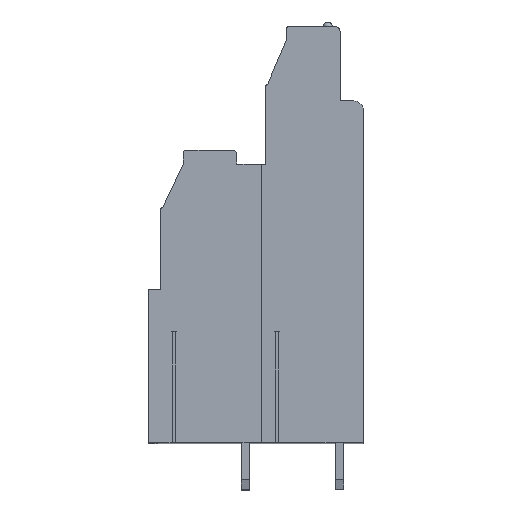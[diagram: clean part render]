
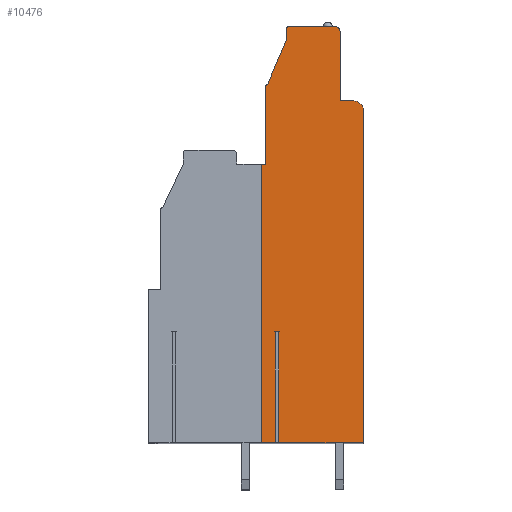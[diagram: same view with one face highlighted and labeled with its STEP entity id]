
A CAD part, top view. The second image highlights one B-rep face of the part: STEP entity #10476.
In plain terms, the highlighted planar face has unit normal (0, 0, 1).
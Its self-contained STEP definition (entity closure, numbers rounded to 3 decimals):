
#13=DIRECTION('',(1.,0.,0.));
#14=VECTOR('',#13,0.38);
#15=CARTESIAN_POINT('',(1.01,-18.05,53.34));
#16=LINE('',#15,#14);
#17=DIRECTION('',(0.,1.,0.));
#18=VECTOR('',#17,11.95);
#19=CARTESIAN_POINT('',(1.01,-30.,53.34));
#20=LINE('',#19,#18);
#21=DIRECTION('',(1.,0.,0.));
#22=VECTOR('',#21,1.51);
#23=CARTESIAN_POINT('',(-0.5,-30.,53.34));
#24=LINE('',#23,#22);
#25=DIRECTION('',(0.,1.,0.));
#26=VECTOR('',#25,30.);
#27=CARTESIAN_POINT('',(-0.5,-30.,53.34));
#28=LINE('',#27,#26);
#29=DIRECTION('',(-1.,0.,0.));
#30=VECTOR('',#29,0.5);
#31=CARTESIAN_POINT('',(0.,0.,53.34));
#32=LINE('',#31,#30);
#33=DIRECTION('',(0.,-1.,0.));
#34=VECTOR('',#33,8.4);
#35=CARTESIAN_POINT('',(0.,8.4,53.34));
#36=LINE('',#35,#34);
#37=CARTESIAN_POINT('',(0.2,8.4,53.34));
#38=DIRECTION('',(0.,0.,1.));
#39=DIRECTION('',(0.,1.,0.));
#40=AXIS2_PLACEMENT_3D('',#37,#38,#39);
#42=DIRECTION('',(-0.392,-0.92,0.));
#43=VECTOR('',#42,5.108);
#44=CARTESIAN_POINT('',(2.2,13.3,53.34));
#45=LINE('',#44,#43);
#46=DIRECTION('',(0.,-1.,0.));
#47=VECTOR('',#46,1.2);
#48=CARTESIAN_POINT('',(2.2,14.5,53.34));
#49=LINE('',#48,#47);
#50=CARTESIAN_POINT('',(2.5,14.5,53.34));
#51=DIRECTION('',(0.,0.,1.));
#52=DIRECTION('',(0.,1.,0.));
#53=AXIS2_PLACEMENT_3D('',#50,#51,#52);
#55=DIRECTION('',(-1.,0.,0.));
#56=VECTOR('',#55,5.);
#57=CARTESIAN_POINT('',(7.5,14.8,53.34));
#58=LINE('',#57,#56);
#59=CARTESIAN_POINT('',(7.5,14.3,53.34));
#60=DIRECTION('',(0.,0.,1.));
#61=DIRECTION('',(1.,0.,0.));
#62=AXIS2_PLACEMENT_3D('',#59,#60,#61);
#64=DIRECTION('',(0.,1.,0.));
#65=VECTOR('',#64,7.5);
#66=CARTESIAN_POINT('',(8.,6.8,53.34));
#67=LINE('',#66,#65);
#68=DIRECTION('',(-1.,0.,0.));
#69=VECTOR('',#68,1.5);
#70=CARTESIAN_POINT('',(9.5,6.8,53.34));
#71=LINE('',#70,#69);
#72=CARTESIAN_POINT('',(9.5,5.8,53.34));
#73=DIRECTION('',(0.,0.,1.));
#74=DIRECTION('',(1.,0.,0.));
#75=AXIS2_PLACEMENT_3D('',#72,#73,#74);
#77=DIRECTION('',(0.,1.,0.));
#78=VECTOR('',#77,35.8);
#79=CARTESIAN_POINT('',(10.5,-30.,53.34));
#80=LINE('',#79,#78);
#81=DIRECTION('',(1.,0.,0.));
#82=VECTOR('',#81,9.11);
#83=CARTESIAN_POINT('',(1.39,-30.,53.34));
#84=LINE('',#83,#82);
#85=DIRECTION('',(0.,1.,0.));
#86=VECTOR('',#85,11.95);
#87=CARTESIAN_POINT('',(1.39,-30.,53.34));
#88=LINE('',#87,#86);
#8039=CARTESIAN_POINT('',(10.5,-30.,53.34));
#8040=CARTESIAN_POINT('',(10.5,5.8,53.34));
#8041=VERTEX_POINT('',#8039);
#8042=VERTEX_POINT('',#8040);
#8043=CARTESIAN_POINT('',(9.5,6.8,53.34));
#8044=VERTEX_POINT('',#8043);
#8045=CARTESIAN_POINT('',(8.,6.8,53.34));
#8046=VERTEX_POINT('',#8045);
#8047=CARTESIAN_POINT('',(8.,14.3,53.34));
#8048=VERTEX_POINT('',#8047);
#8049=CARTESIAN_POINT('',(7.5,14.8,53.34));
#8050=VERTEX_POINT('',#8049);
#8051=CARTESIAN_POINT('',(2.5,14.8,53.34));
#8052=VERTEX_POINT('',#8051);
#8053=CARTESIAN_POINT('',(2.2,14.5,53.34));
#8054=VERTEX_POINT('',#8053);
#8055=CARTESIAN_POINT('',(2.2,13.3,53.34));
#8056=VERTEX_POINT('',#8055);
#8057=CARTESIAN_POINT('',(0.2,8.6,53.34));
#8058=VERTEX_POINT('',#8057);
#8059=CARTESIAN_POINT('',(0.,8.4,53.34));
#8060=VERTEX_POINT('',#8059);
#8061=CARTESIAN_POINT('',(0.,0.,53.34));
#8062=VERTEX_POINT('',#8061);
#8087=CARTESIAN_POINT('',(-0.5,-30.,53.34));
#8088=CARTESIAN_POINT('',(-0.5,0.,53.34));
#8089=VERTEX_POINT('',#8087);
#8090=VERTEX_POINT('',#8088);
#8171=CARTESIAN_POINT('',(1.01,-18.05,53.34));
#8172=CARTESIAN_POINT('',(1.39,-18.05,53.34));
#8173=VERTEX_POINT('',#8171);
#8174=VERTEX_POINT('',#8172);
#8175=CARTESIAN_POINT('',(1.01,-30.,53.34));
#8176=VERTEX_POINT('',#8175);
#8177=CARTESIAN_POINT('',(1.39,-30.,53.34));
#8178=VERTEX_POINT('',#8177);
#10433=CARTESIAN_POINT('',(0.,0.,53.34));
#10434=DIRECTION('',(0.,0.,1.));
#10435=DIRECTION('',(1.,0.,0.));
#10436=AXIS2_PLACEMENT_3D('',#10433,#10434,#10435);
#10437=PLANE('',#10436);
#10439=ORIENTED_EDGE('',*,*,#10438,.F.);
#10441=ORIENTED_EDGE('',*,*,#10440,.F.);
#10443=ORIENTED_EDGE('',*,*,#10442,.F.);
#10445=ORIENTED_EDGE('',*,*,#10444,.T.);
#10447=ORIENTED_EDGE('',*,*,#10446,.F.);
#10449=ORIENTED_EDGE('',*,*,#10448,.F.);
#10451=ORIENTED_EDGE('',*,*,#10450,.F.);
#10453=ORIENTED_EDGE('',*,*,#10452,.F.);
#10455=ORIENTED_EDGE('',*,*,#10454,.F.);
#10457=ORIENTED_EDGE('',*,*,#10456,.F.);
#10459=ORIENTED_EDGE('',*,*,#10458,.F.);
#10461=ORIENTED_EDGE('',*,*,#10460,.F.);
#10463=ORIENTED_EDGE('',*,*,#10462,.F.);
#10465=ORIENTED_EDGE('',*,*,#10464,.F.);
#10467=ORIENTED_EDGE('',*,*,#10466,.F.);
#10469=ORIENTED_EDGE('',*,*,#10468,.F.);
#10471=ORIENTED_EDGE('',*,*,#10470,.F.);
#10473=ORIENTED_EDGE('',*,*,#10472,.T.);
#10474=EDGE_LOOP('',(#10439,#10441,#10443,#10445,#10447,#10449,#10451,#10453,
#10455,#10457,#10459,#10461,#10463,#10465,#10467,#10469,#10471,#10473));
#10475=FACE_OUTER_BOUND('',#10474,.F.);
#41=CIRCLE('',#40,0.2);
#54=CIRCLE('',#53,0.3);
#63=CIRCLE('',#62,0.5);
#76=CIRCLE('',#75,1.);
#10438=EDGE_CURVE('',#8173,#8174,#16,.T.);
#10440=EDGE_CURVE('',#8176,#8173,#20,.T.);
#10442=EDGE_CURVE('',#8089,#8176,#24,.T.);
#10444=EDGE_CURVE('',#8089,#8090,#28,.T.);
#10446=EDGE_CURVE('',#8062,#8090,#32,.T.);
#10448=EDGE_CURVE('',#8060,#8062,#36,.T.);
#10450=EDGE_CURVE('',#8058,#8060,#41,.T.);
#10452=EDGE_CURVE('',#8056,#8058,#45,.T.);
#10454=EDGE_CURVE('',#8054,#8056,#49,.T.);
#10456=EDGE_CURVE('',#8052,#8054,#54,.T.);
#10458=EDGE_CURVE('',#8050,#8052,#58,.T.);
#10460=EDGE_CURVE('',#8048,#8050,#63,.T.);
#10462=EDGE_CURVE('',#8046,#8048,#67,.T.);
#10464=EDGE_CURVE('',#8044,#8046,#71,.T.);
#10466=EDGE_CURVE('',#8042,#8044,#76,.T.);
#10468=EDGE_CURVE('',#8041,#8042,#80,.T.);
#10470=EDGE_CURVE('',#8178,#8041,#84,.T.);
#10472=EDGE_CURVE('',#8178,#8174,#88,.T.);
#10476=ADVANCED_FACE('',(#10475),#10437,.T.);
